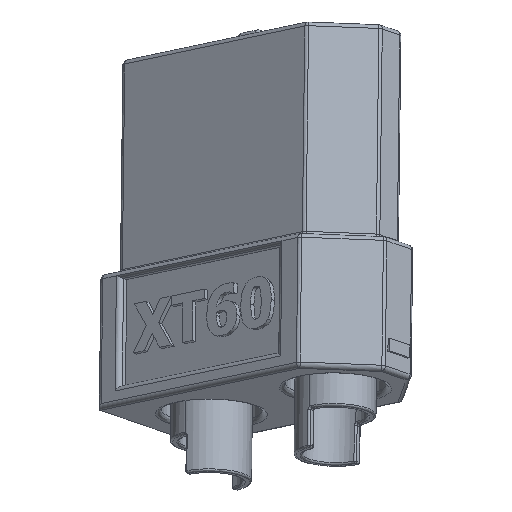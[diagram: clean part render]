
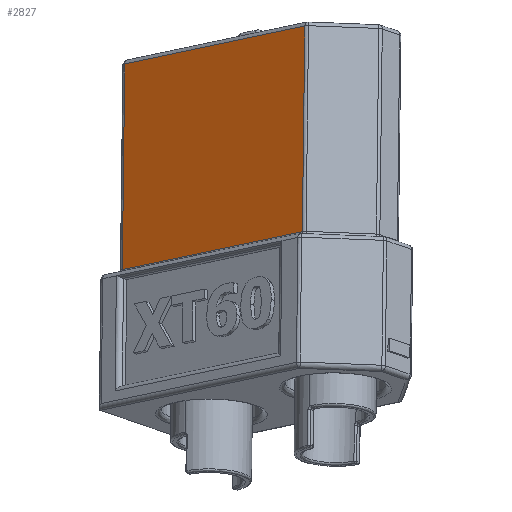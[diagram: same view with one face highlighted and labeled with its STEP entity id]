
A CAD part, top view. The second image highlights one B-rep face of the part: STEP entity #2827.
In plain terms, the highlighted face is planar.
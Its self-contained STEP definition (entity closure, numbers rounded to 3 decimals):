
#853 = CARTESIAN_POINT ( 'NONE',  ( 0.68, 12.35, 29.375 ) ) ;
#901 = CARTESIAN_POINT ( 'NONE',  ( 0.68, 0.93, 18.125 ) ) ;
#919 = CARTESIAN_POINT ( 'NONE',  ( 0.68, 12.35, 28.625 ) ) ;
#935 = DIRECTION ( 'NONE',  ( 0., 1., 0. ) ) ;
#939 = CARTESIAN_POINT ( 'NONE',  ( 0.68, 6.258, 18.125 ) ) ;
#943 = LINE ( 'NONE', #939, #7145 ) ;
#1028 = DIRECTION ( 'NONE',  ( 0., 0., 1. ) ) ;
#1085 = LINE ( 'NONE', #853, #7211 ) ;
#1509 = CARTESIAN_POINT ( 'NONE',  ( 0.68, 12.35, 18.125 ) ) ;
#1673 = CARTESIAN_POINT ( 'NONE',  ( 0.68, 0.93, 28.625 ) ) ;
#2827 = ADVANCED_FACE ( 'NONE', ( #5974 ), #3074, .F. ) ;
#3074 = PLANE ( 'NONE',  #5684 ) ;
#3106 = DIRECTION ( 'NONE',  ( 0., 0., -1. ) ) ;
#3126 = CARTESIAN_POINT ( 'NONE',  ( 0.68, 8.617, 29.375 ) ) ;
#3137 = DIRECTION ( 'NONE',  ( 1., 0., 0. ) ) ;
#3893 = DIRECTION ( 'NONE',  ( 0., 0., -1. ) ) ;
#3894 = CARTESIAN_POINT ( 'NONE',  ( 0.68, 0.93, 29.375 ) ) ;
#3897 = LINE ( 'NONE', #3894, #5926 ) ;
#4206 = DIRECTION ( 'NONE',  ( 0., -1., 0. ) ) ;
#4208 = CARTESIAN_POINT ( 'NONE',  ( 0.68, 8.617, 28.625 ) ) ;
#4210 = LINE ( 'NONE', #4208, #5896 ) ;
#5684 = AXIS2_PLACEMENT_3D ( 'NONE', #3126, #3137, #3106 ) ;
#5896 = VECTOR ( 'NONE', #4206, 1000. ) ;
#5926 = VECTOR ( 'NONE', #3893, 1000. ) ;
#5974 = FACE_OUTER_BOUND ( 'NONE', #10855, .T. ) ;
#7145 = VECTOR ( 'NONE', #935, 1000. ) ;
#7211 = VECTOR ( 'NONE', #1028, 1000. ) ;
#7361 = EDGE_CURVE ( 'NONE', #10538, #10769, #4210, .T. ) ;
#7378 = EDGE_CURVE ( 'NONE', #10769, #10621, #3897, .T. ) ;
#7774 = EDGE_CURVE ( 'NONE', #10621, #11494, #943, .T. ) ;
#7784 = EDGE_CURVE ( 'NONE', #11494, #10538, #1085, .T. ) ;
#8291 = ORIENTED_EDGE ( 'NONE', *, *, #7361, .F. ) ;
#8325 = ORIENTED_EDGE ( 'NONE', *, *, #7378, .F. ) ;
#8557 = ORIENTED_EDGE ( 'NONE', *, *, #7774, .F. ) ;
#8568 = ORIENTED_EDGE ( 'NONE', *, *, #7784, .F. ) ;
#10538 = VERTEX_POINT ( 'NONE', #919 ) ;
#10621 = VERTEX_POINT ( 'NONE', #901 ) ;
#10769 = VERTEX_POINT ( 'NONE', #1673 ) ;
#10855 = EDGE_LOOP ( 'NONE', ( #8557, #8325, #8291, #8568 ) ) ;
#11494 = VERTEX_POINT ( 'NONE', #1509 ) ;
